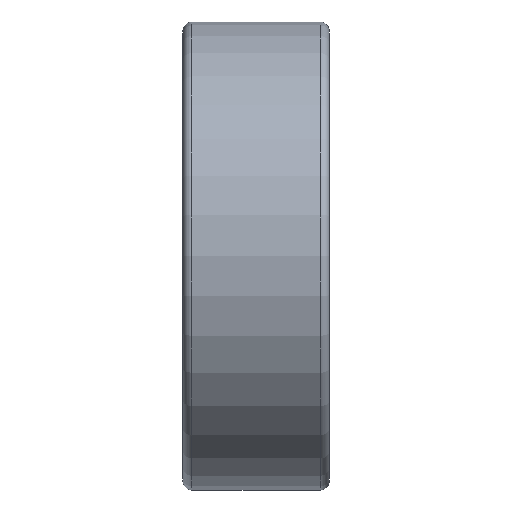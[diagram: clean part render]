
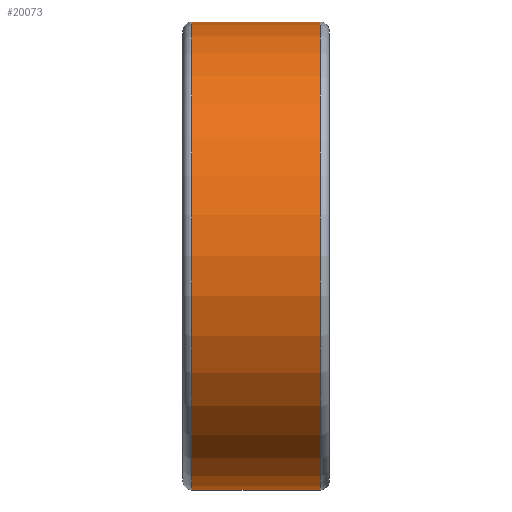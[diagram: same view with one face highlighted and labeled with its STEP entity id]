
A CAD part, top view. The second image highlights one B-rep face of the part: STEP entity #20073.
In plain terms, the highlighted cylindrical face has radius 16 mm (diameter 32 mm), a partial arc.
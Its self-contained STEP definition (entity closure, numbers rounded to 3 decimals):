
#10638=DIRECTION('',(-1.,0.,0.));
#10639=VECTOR('',#10638,8.8);
#10640=CARTESIAN_POINT('',(4.4,16.,0.));
#10641=LINE('',#10640,#10639);
#10645=DIRECTION('',(-1.,0.,0.));
#10646=VECTOR('',#10645,8.8);
#10647=CARTESIAN_POINT('',(4.4,-16.,0.));
#10648=LINE('',#10647,#10646);
#10660=CARTESIAN_POINT('',(4.4,0.,0.));
#10661=DIRECTION('',(1.,0.,0.));
#10662=DIRECTION('',(0.,1.,0.));
#10663=AXIS2_PLACEMENT_3D('',#10660,#10661,#10662);
#10668=CARTESIAN_POINT('',(-4.4,0.,0.));
#10669=DIRECTION('',(1.,0.,0.));
#10670=DIRECTION('',(0.,1.,0.));
#10671=AXIS2_PLACEMENT_3D('',#10668,#10669,#10670);
#17227=CARTESIAN_POINT('',(4.4,16.,0.));
#17228=CARTESIAN_POINT('',(-4.4,16.,0.));
#17229=VERTEX_POINT('',#17227);
#17230=VERTEX_POINT('',#17228);
#17239=CARTESIAN_POINT('',(4.4,-16.,0.));
#17240=CARTESIAN_POINT('',(-4.4,-16.,0.));
#17241=VERTEX_POINT('',#17239);
#17242=VERTEX_POINT('',#17240);
#20061=CARTESIAN_POINT('',(-5.5,0.,0.));
#20062=DIRECTION('',(1.,0.,0.));
#20063=DIRECTION('',(0.,-1.,0.));
#20064=AXIS2_PLACEMENT_3D('',#20061,#20062,#20063);
#20065=CYLINDRICAL_SURFACE('',#20064,16.);
#20066=ORIENTED_EDGE('',*,*,#20051,.F.);
#20067=ORIENTED_EDGE('',*,*,#20028,.T.);
#20068=ORIENTED_EDGE('',*,*,#20055,.T.);
#20070=ORIENTED_EDGE('',*,*,#20069,.F.);
#20071=EDGE_LOOP('',(#20066,#20067,#20068,#20070));
#20072=FACE_OUTER_BOUND('',#20071,.F.);
#10664=CIRCLE('',#10663,16.);
#10672=CIRCLE('',#10671,16.);
#20028=EDGE_CURVE('',#17229,#17241,#10664,.T.);
#20051=EDGE_CURVE('',#17229,#17230,#10641,.T.);
#20055=EDGE_CURVE('',#17241,#17242,#10648,.T.);
#20069=EDGE_CURVE('',#17230,#17242,#10672,.T.);
#20073=ADVANCED_FACE('',(#20072),#20065,.T.);
